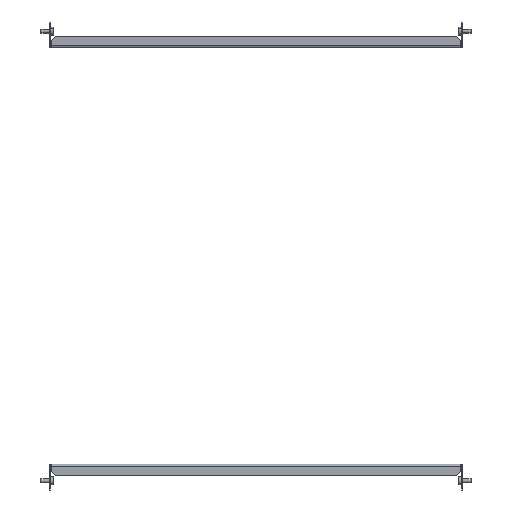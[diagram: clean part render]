
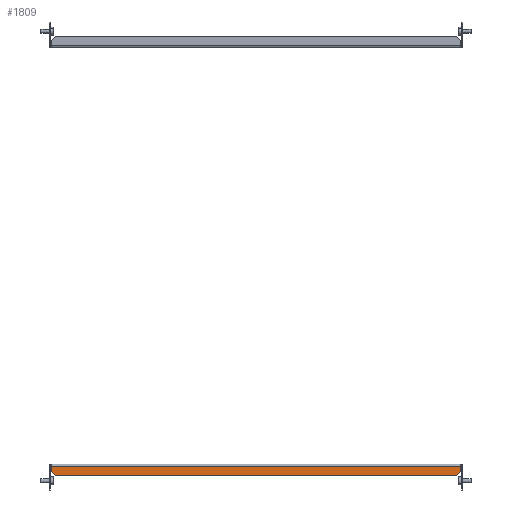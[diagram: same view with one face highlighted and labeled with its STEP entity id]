
A CAD part, front view. The second image highlights one B-rep face of the part: STEP entity #1809.
In plain terms, the highlighted planar face has unit normal (0, -1, 0).
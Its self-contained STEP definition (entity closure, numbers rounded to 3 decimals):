
#1809 = ADVANCED_FACE ( 'NONE', ( #4259 ), #8089, .F. ) ;
#2230 = ORIENTED_EDGE ( 'NONE', *, *, #4795, .T. ) ;
#2465 = CARTESIAN_POINT ( 'NONE',  ( 241., -74.5, -14. ) ) ;
#2688 = DIRECTION ( 'NONE',  ( -1., 0., 0. ) ) ;
#3933 = EDGE_CURVE ( 'NONE', #7072, #5132, #4966, .T. ) ;
#3980 = ORIENTED_EDGE ( 'NONE', *, *, #3933, .F. ) ;
#4226 = AXIS2_PLACEMENT_3D ( 'NONE', #9083, #7108, #10547 ) ;
#4259 = FACE_OUTER_BOUND ( 'NONE', #13675, .T. ) ;
#4795 = EDGE_CURVE ( 'NONE', #14144, #5609, #12498, .T. ) ;
#4966 = LINE ( 'NONE', #10582, #5249 ) ;
#5132 = VERTEX_POINT ( 'NONE', #9051 ) ;
#5237 = CARTESIAN_POINT ( 'NONE',  ( -241., -74.5, -14. ) ) ;
#5249 = VECTOR ( 'NONE', #14153, 1000. ) ;
#5272 = VECTOR ( 'NONE', #6626, 1000. ) ;
#5314 = CARTESIAN_POINT ( 'NONE',  ( -246., -74.5, -2.5 ) ) ;
#5609 = VERTEX_POINT ( 'NONE', #8765 ) ;
#6040 = DIRECTION ( 'NONE',  ( 0.707, 0., 0.707 ) ) ;
#6597 = CARTESIAN_POINT ( 'NONE',  ( -246., -74.5, -14. ) ) ;
#6626 = DIRECTION ( 'NONE',  ( 0.707, 0., -0.707 ) ) ;
#6643 = VECTOR ( 'NONE', #7236, 1000. ) ;
#7012 = VECTOR ( 'NONE', #8733, 1000. ) ;
#7068 = CARTESIAN_POINT ( 'NONE',  ( 246., -74.5, -14. ) ) ;
#7072 = VERTEX_POINT ( 'NONE', #5314 ) ;
#7097 = VERTEX_POINT ( 'NONE', #5237 ) ;
#7108 = DIRECTION ( 'NONE',  ( 0., 1., 0. ) ) ;
#7236 = DIRECTION ( 'NONE',  ( 0., 0., -1. ) ) ;
#7296 = ORIENTED_EDGE ( 'NONE', *, *, #10212, .F. ) ;
#7457 = CARTESIAN_POINT ( 'NONE',  ( -246., -74.5, -9. ) ) ;
#8089 = PLANE ( 'NONE',  #4226 ) ;
#8300 = ORIENTED_EDGE ( 'NONE', *, *, #13262, .F. ) ;
#8733 = DIRECTION ( 'NONE',  ( 0., 0., 1. ) ) ;
#8765 = CARTESIAN_POINT ( 'NONE',  ( 246., -74.5, -9. ) ) ;
#9051 = CARTESIAN_POINT ( 'NONE',  ( 246., -74.5, -2.5 ) ) ;
#9083 = CARTESIAN_POINT ( 'NONE',  ( 0., -74.5, 0. ) ) ;
#9167 = VERTEX_POINT ( 'NONE', #7457 ) ;
#9676 = LINE ( 'NONE', #13187, #6643 ) ;
#10158 = LINE ( 'NONE', #6597, #7012 ) ;
#10212 = EDGE_CURVE ( 'NONE', #9167, #7072, #10158, .T. ) ;
#10547 = DIRECTION ( 'NONE',  ( 0., 0., 1. ) ) ;
#10575 = ORIENTED_EDGE ( 'NONE', *, *, #11384, .F. ) ;
#10582 = CARTESIAN_POINT ( 'NONE',  ( 246., -74.5, -2.5 ) ) ;
#11384 = EDGE_CURVE ( 'NONE', #14144, #7097, #11787, .T. ) ;
#11690 = ORIENTED_EDGE ( 'NONE', *, *, #14472, .T. ) ;
#11787 = LINE ( 'NONE', #7068, #13636 ) ;
#12173 = VECTOR ( 'NONE', #6040, 1000. ) ;
#12498 = LINE ( 'NONE', #14096, #12173 ) ;
#13187 = CARTESIAN_POINT ( 'NONE',  ( 246., -74.5, -1.5 ) ) ;
#13262 = EDGE_CURVE ( 'NONE', #5132, #5609, #9676, .T. ) ;
#13554 = LINE ( 'NONE', #14833, #5272 ) ;
#13636 = VECTOR ( 'NONE', #2688, 1000. ) ;
#13675 = EDGE_LOOP ( 'NONE', ( #10575, #2230, #8300, #3980, #7296, #11690 ) ) ;
#14096 = CARTESIAN_POINT ( 'NONE',  ( 246., -74.5, -9. ) ) ;
#14144 = VERTEX_POINT ( 'NONE', #2465 ) ;
#14153 = DIRECTION ( 'NONE',  ( 1., 0., 0. ) ) ;
#14472 = EDGE_CURVE ( 'NONE', #9167, #7097, #13554, .T. ) ;
#14833 = CARTESIAN_POINT ( 'NONE',  ( -241., -74.5, -14. ) ) ;
